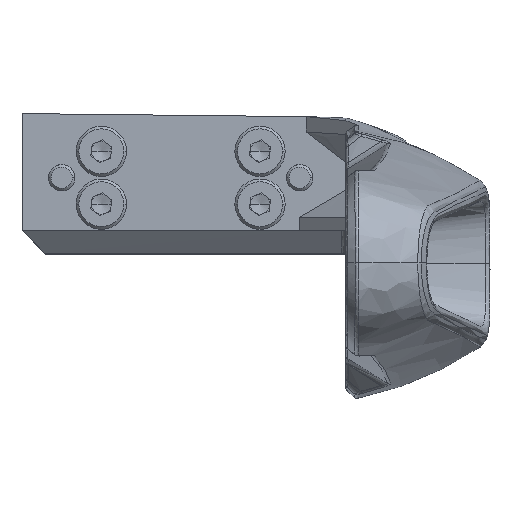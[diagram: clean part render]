
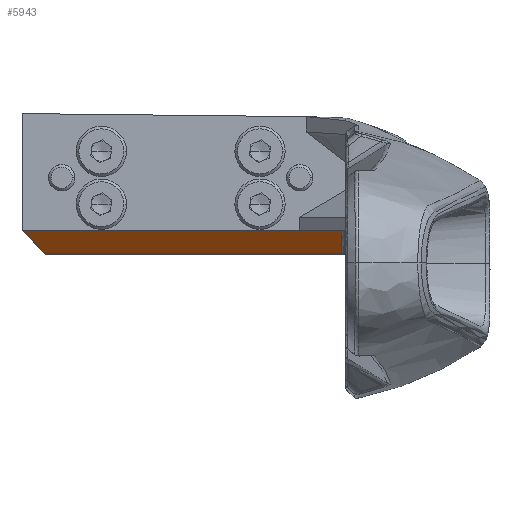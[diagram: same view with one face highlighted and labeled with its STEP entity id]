
A CAD part, top view. The second image highlights one B-rep face of the part: STEP entity #5943.
In plain terms, the highlighted cylindrical face has radius 461.723 mm (diameter 923.446 mm), a partial arc.
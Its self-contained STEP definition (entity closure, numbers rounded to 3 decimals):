
#2245 = CARTESIAN_POINT ( 'NONE',  ( -11.482, 1.976, 88.274 ) ) ;
#2250 = CARTESIAN_POINT ( 'NONE',  ( -12., 2.493, 88.7 ) ) ;
#2253 = CARTESIAN_POINT ( 'NONE',  ( -10.921, 1.414, 87.809 ) ) ;
#2254 = CARTESIAN_POINT ( 'NONE',  ( -10.314, 0.808, 87.305 ) ) ;
#4464 = DIRECTION ( 'NONE',  ( 0., -1., 0. ) ) ;
#4465 = DIRECTION ( 'NONE',  ( -1., 0., 0. ) ) ;
#4525 = CARTESIAN_POINT ( 'NONE',  ( 12.52, 296.216, -267.55 ) ) ;
#5943 = ADVANCED_FACE ( 'NONE', ( #14019 ), #14013, .T. ) ;
#8054 = AXIS2_PLACEMENT_3D ( 'NONE', #4525, #4465, #4464 ) ;
#8786 = CARTESIAN_POINT ( 'NONE',  ( 12.198, 2.489, 88.699 ) ) ;
#8787 = CARTESIAN_POINT ( 'NONE',  ( 11.132, 2.49, 88.699 ) ) ;
#8805 = CARTESIAN_POINT ( 'NONE',  ( 10.066, 2.49, 88.7 ) ) ;
#8806 = CARTESIAN_POINT ( 'NONE',  ( 9., 2.491, 88.7 ) ) ;
#9075 = CARTESIAN_POINT ( 'NONE',  ( 12.197, 0.808, 87.306 ) ) ;
#9115 = CARTESIAN_POINT ( 'NONE',  ( 12.198, 1.367, 87.772 ) ) ;
#9124 = CARTESIAN_POINT ( 'NONE',  ( 12.198, 1.928, 88.236 ) ) ;
#9125 = CARTESIAN_POINT ( 'NONE',  ( 12.198, 2.489, 88.699 ) ) ;
#9646 = B_SPLINE_CURVE_WITH_KNOTS ( 'NONE', 3,
 ( #2250, #2245, #2253, #2254 ),
 .UNSPECIFIED., .F., .F.,
 ( 4, 4 ),
 ( 0., 1. ),
 .UNSPECIFIED. ) ;
#9986 = B_SPLINE_CURVE_WITH_KNOTS ( 'NONE', 3,
 ( #12736, #12737, #12756, #12757 ),
 .UNSPECIFIED., .F., .F.,
 ( 4, 4 ),
 ( 0., 1. ),
 .UNSPECIFIED. ) ;
#10958 = ORIENTED_EDGE ( 'NONE', *, *, #20407, .T. ) ;
#11020 = ORIENTED_EDGE ( 'NONE', *, *, #20356, .F. ) ;
#11050 = ORIENTED_EDGE ( 'NONE', *, *, #16174, .T. ) ;
#11286 = ORIENTED_EDGE ( 'NONE', *, *, #16138, .T. ) ;
#11351 = ORIENTED_EDGE ( 'NONE', *, *, #20388, .T. ) ;
#11615 = EDGE_LOOP ( 'NONE', ( #11351, #11020, #11050, #11286, #10958 ) ) ;
#12736 = CARTESIAN_POINT ( 'NONE',  ( -10.314, 0.808, 87.305 ) ) ;
#12737 = CARTESIAN_POINT ( 'NONE',  ( -2.81, 0.808, 87.305 ) ) ;
#12756 = CARTESIAN_POINT ( 'NONE',  ( 4.693, 0.808, 87.306 ) ) ;
#12757 = CARTESIAN_POINT ( 'NONE',  ( 12.197, 0.808, 87.306 ) ) ;
#14013 = CYLINDRICAL_SURFACE ( 'NONE', #8054, 461.723 ) ;
#14019 = FACE_OUTER_BOUND ( 'NONE', #11615, .T. ) ;
#14335 = VERTEX_POINT ( 'NONE', #14985 ) ;
#14372 = VERTEX_POINT ( 'NONE', #15015 ) ;
#14405 = VERTEX_POINT ( 'NONE', #15035 ) ;
#14503 = VERTEX_POINT ( 'NONE', #15118 ) ;
#14680 = VERTEX_POINT ( 'NONE', #15259 ) ;
#14985 = CARTESIAN_POINT ( 'NONE',  ( 9., 2.491, 88.7 ) ) ;
#15015 = CARTESIAN_POINT ( 'NONE',  ( 12.197, 0.808, 87.306 ) ) ;
#15035 = CARTESIAN_POINT ( 'NONE',  ( -10.314, 0.808, 87.305 ) ) ;
#15118 = CARTESIAN_POINT ( 'NONE',  ( 12.198, 2.489, 88.699 ) ) ;
#15259 = CARTESIAN_POINT ( 'NONE',  ( -12., 2.493, 88.7 ) ) ;
#16138 = EDGE_CURVE ( 'NONE', #14405, #14372, #9986, .T. ) ;
#16174 = EDGE_CURVE ( 'NONE', #14680, #14405, #9646, .T. ) ;
#16316 = B_SPLINE_CURVE_WITH_KNOTS ( 'NONE', 3,
 ( #9075, #9115, #9124, #9125 ),
 .UNSPECIFIED., .F., .F.,
 ( 4, 4 ),
 ( 0., 1. ),
 .UNSPECIFIED. ) ;
#16328 = B_SPLINE_CURVE_WITH_KNOTS ( 'NONE', 3,
 ( #8786, #8787, #8805, #8806 ),
 .UNSPECIFIED., .F., .F.,
 ( 4, 4 ),
 ( 0., 1. ),
 .UNSPECIFIED. ) ;
#16354 = B_SPLINE_CURVE_WITH_KNOTS ( 'NONE', 3,
 ( #17105, #17106, #17112, #17113 ),
 .UNSPECIFIED., .F., .F.,
 ( 4, 4 ),
 ( 0., 1. ),
 .UNSPECIFIED. ) ;
#17105 = CARTESIAN_POINT ( 'NONE',  ( -12., 2.493, 88.7 ) ) ;
#17106 = CARTESIAN_POINT ( 'NONE',  ( -5., 2.492, 88.7 ) ) ;
#17112 = CARTESIAN_POINT ( 'NONE',  ( 2., 2.491, 88.7 ) ) ;
#17113 = CARTESIAN_POINT ( 'NONE',  ( 9., 2.491, 88.7 ) ) ;
#20356 = EDGE_CURVE ( 'NONE', #14680, #14335, #16354, .T. ) ;
#20388 = EDGE_CURVE ( 'NONE', #14503, #14335, #16328, .T. ) ;
#20407 = EDGE_CURVE ( 'NONE', #14372, #14503, #16316, .T. ) ;
